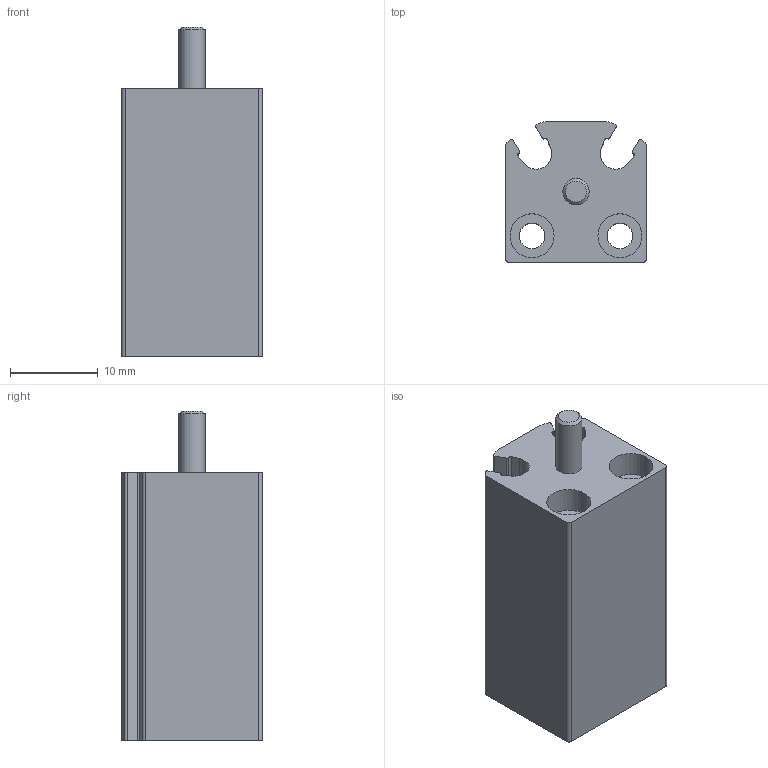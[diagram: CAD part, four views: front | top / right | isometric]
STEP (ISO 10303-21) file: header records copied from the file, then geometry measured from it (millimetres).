
FILE_DESCRIPTION(/* description */ ('STEP AP214'),/* implementation_level */ '2;1');
FILE_NAME(/* name */ '188061_AEVC-6-10-A-P-A',/* time_stamp */ '2024-08-02T19:51:16+02:00',/* author */ ('License CC BY-ND 4.0'),/* organization */ ('CADENAS'),/* preprocessor_version */ 'ST-DEVELOPER v19.3',/* originating_system */ 'PARTsolutions',/* authorisation */ ' ');
FILE_SCHEMA (('AUTOMOTIVE_DESIGN {1 0 10303 214 3 1 1}'));
Length unit declared in the file: millimetre
Products named in the file (3): 188061 AEVC-6-10-A-P-A---(asm_0); 188061 AEVC-6-10-A-P-A---(ZR); 188061 AEVC-6-10-A-P-A---(KS)
Assembly tree (2 placements, depth 2):
  188061 AEVC-6-10-A-P-A---(asm_0)
    188061 AEVC-6-10-A-P-A---(ZR)
    188061 AEVC-6-10-A-P-A---(KS)
Bounding box: 16 x 16 x 37.5 mm (x, y, z)
Volume: 5962.3 mm3; surface area: 3946.5 mm2
Topology: 2 solids, 2 shells, 57 faces, 136 edges, 90 vertices
Faces by surface type: cylinder 32, plane 23, cone 2
Full cylindrical faces by diameter (mm): 1 x1, 2.459 x1, 2.9 x2, 3 x2, 5 x2, 6 x2
Entity records: 1703 total; most frequent: DIRECTION 310, CARTESIAN_POINT 274, ORIENTED_EDGE 248, AXIS2_PLACEMENT_3D 126, EDGE_CURVE 124, VERTEX_POINT 90, EDGE_LOOP 80, FACE_BOUND 80
